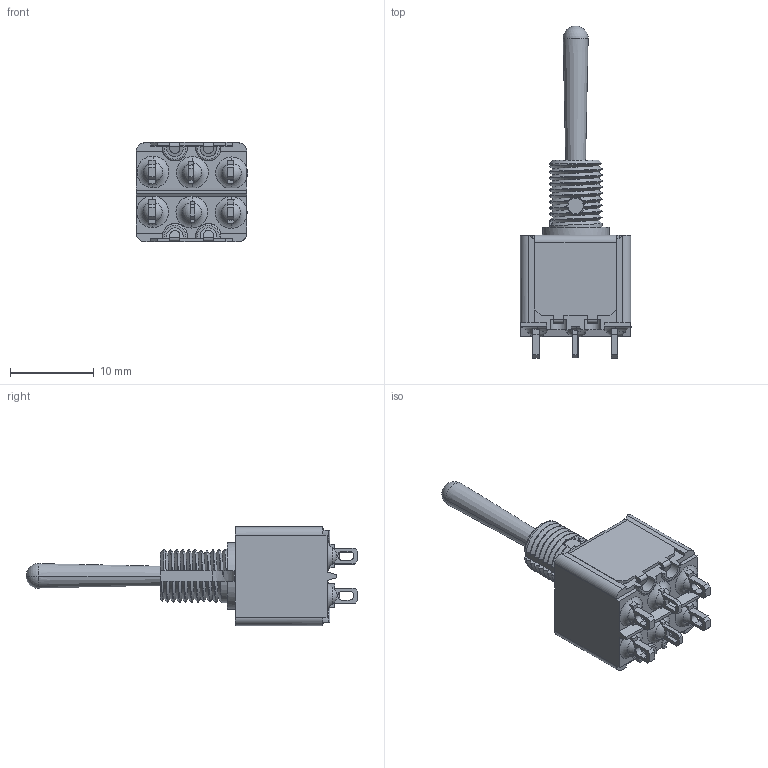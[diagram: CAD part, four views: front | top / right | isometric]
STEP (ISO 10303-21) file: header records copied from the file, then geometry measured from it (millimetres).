
FILE_DESCRIPTION((''),'2;1');
FILE_NAME('5649AKB-2','2011-06-16T',('rboyer'),(''),'PRO/ENGINEER BY PARAMETRIC TECHNOLOGY CORPORATION, 2009440','PRO/ENGINEER BY PARAMETRIC TECHNOLOGY CORPORATION, 2009440','');
FILE_SCHEMA(('CONFIG_CONTROL_DESIGN'));
Length unit declared in the file: millimetre
Products named in the file (1): 5649AKB-2
Bounding box: 13.29 x 39.7 x 11.85 mm (x, y, z)
Volume: 1198.5 mm3; surface area: 2720.6 mm2
Topology: 3 solids, 3 shells, 684 faces, 1901 edges, 1210 vertices
Faces by surface type: plane 430, cylinder 143, bspline 42, sphere 34, cone 19, torus 16
Entity records: 27540 total; most frequent: CARTESIAN_POINT 10581, ORIENTED_EDGE 3794, DIRECTION 3137, EDGE_CURVE 1897, VECTOR 1255, LINE 1255, VERTEX_POINT 1210, AXIS2_PLACEMENT_3D 941
